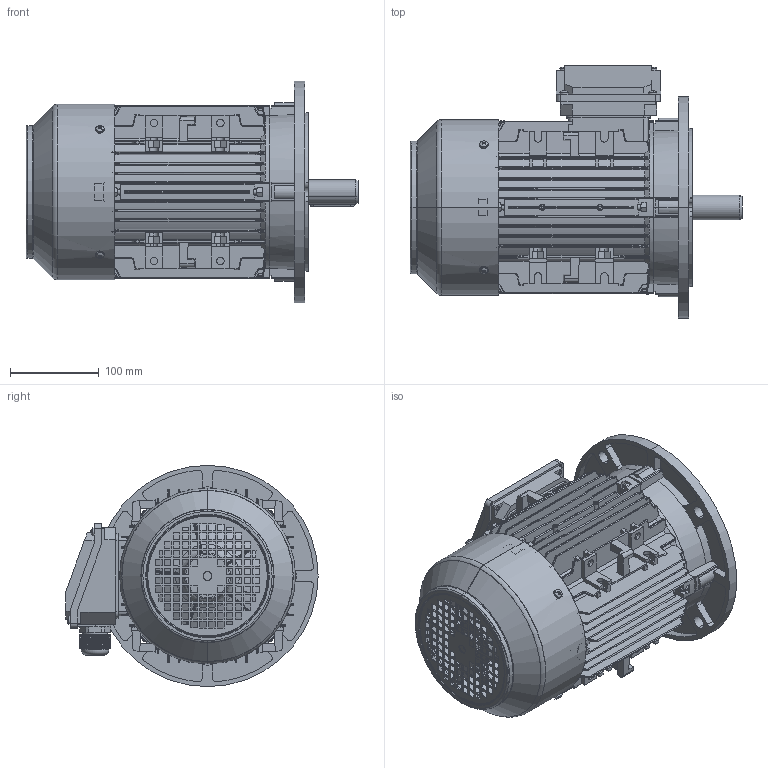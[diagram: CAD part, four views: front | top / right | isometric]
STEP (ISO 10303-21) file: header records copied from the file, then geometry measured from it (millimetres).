
FILE_DESCRIPTION (( 'STEP AP203' ), '1' );
FILE_NAME ('T100 B5蚾饜芞.STEP', '2015-04-08T01:15:39', ( 'USER' ), ( 'MS' ), 'SwSTEP 2.0', 'SolidWorks 2008', '' );
FILE_SCHEMA (( 'CONFIG_CONTROL_DESIGN' ));
Length unit declared in the file: millimetre
Products named in the file (14): T100机壳_默认; Plain parallel keys_GB_CONNECTING_PIECE_KEYS_CSK 8X50; T100-132斜接线盒座_默认; y2风叶100#_默认; TA100B5法兰1_默认; T100 B5蚾饜芞; TA100-132斜接线盒盖_默认; TA100风罩_默认; 100转轴_默认; TA100后端盖_默认; 112-132出线螺套_默认; Cross recessed thread forming screws GB_GB_CROSS_SCREWS_TYPE138 M5X12-N; Hexagon socket head cap screws GB_GB_FASTENER_SCREWS_HSHCS M6X30-N; Hexagon nuts grade C GB_GB_FASTENER_NUT_SNC1 M6-N
Assembly tree (35 placements, depth 2):
  T100 B5蚾饜芞
    Hexagon nuts grade C GB_GB_FASTENER_NUT_SNC1 M6-N  x8
    Cross recessed thread forming screws GB_GB_CROSS_SCREWS_TYPE138 M5X12-N  x8
    TA100-132斜接线盒盖_默认
    TA100风罩_默认
    Plain parallel keys_GB_CONNECTING_PIECE_KEYS_CSK 8X50
    112-132出线螺套_默认  x2
    T100-132斜接线盒座_默认
    Hexagon socket head cap screws GB_GB_FASTENER_SCREWS_HSHCS M6X30-N  x8
    TA100B5法兰1_默认
    y2风叶100#_默认
    100转轴_默认
    TA100后端盖_默认
    T100机壳_默认
Bounding box: 375 x 285 x 250 mm (x, y, z)
Volume: 1952995.2 mm3; surface area: 1114185.9 mm2
Topology: 35 solids, 35 shells, 4504 faces, 12155 edges, 7723 vertices
Faces by surface type: plane 2307, cylinder 1121, bspline 587, cone 324, torus 149, sphere 16
Entity records: 142921 total; most frequent: CARTESIAN_POINT 50738, ORIENTED_EDGE 20566, DIRECTION 16498, EDGE_CURVE 10283, VERTEX_POINT 6588, AXIS2_PLACEMENT_3D 5554, VECTOR 5390, LINE 5390
